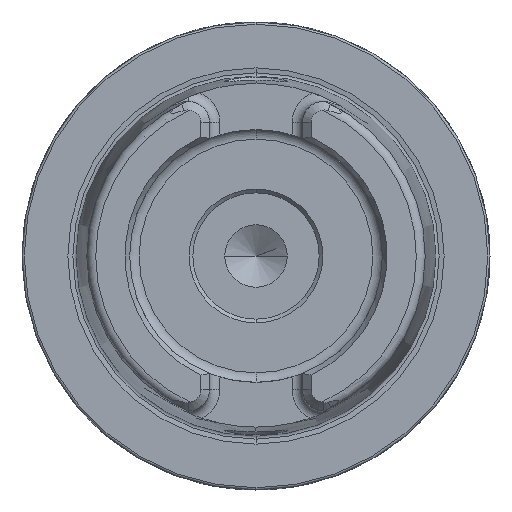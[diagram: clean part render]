
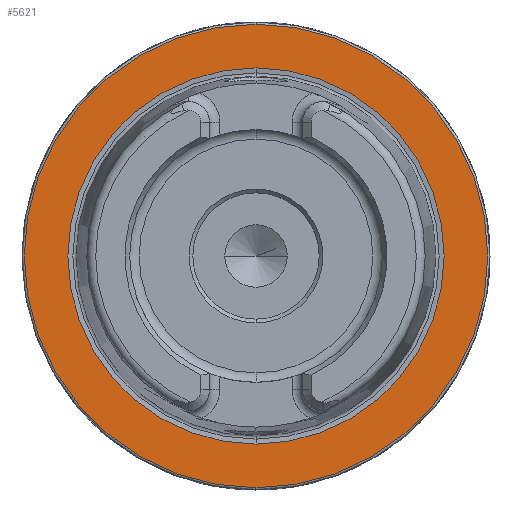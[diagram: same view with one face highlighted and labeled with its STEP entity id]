
A CAD part, left-side view. The second image highlights one B-rep face of the part: STEP entity #5621.
In plain terms, the highlighted planar face has unit normal (-1, 0, 0).
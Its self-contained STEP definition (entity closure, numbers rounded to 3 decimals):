
#56 = AXIS2_PLACEMENT_3D ( 'NONE', #10226, #4425, #11166 ) ;
#1017 = CIRCLE ( 'NONE', #4274, 25.324 ) ;
#1425 = CARTESIAN_POINT ( 'NONE',  ( 0., 0., -25.324 ) ) ;
#1862 = CARTESIAN_POINT ( 'NONE',  ( 0., 0., 0. ) ) ;
#2045 = VERTEX_POINT ( 'NONE', #1425 ) ;
#2190 = FACE_OUTER_BOUND ( 'NONE', #10428, .T. ) ;
#2990 = CARTESIAN_POINT ( 'NONE',  ( 0., 0., 0. ) ) ;
#3204 = VERTEX_POINT ( 'NONE', #8793 ) ;
#3233 = ORIENTED_EDGE ( 'NONE', *, *, #10890, .T. ) ;
#3287 = AXIS2_PLACEMENT_3D ( 'NONE', #9051, #5012, #10053 ) ;
#3840 = VERTEX_POINT ( 'NONE', #10773 ) ;
#3853 = VERTEX_POINT ( 'NONE', #8869 ) ;
#4142 = EDGE_LOOP ( 'NONE', ( #9851, #8919 ) ) ;
#4274 = AXIS2_PLACEMENT_3D ( 'NONE', #2990, #10632, #7661 ) ;
#4425 = DIRECTION ( 'NONE',  ( -1., 0., 0. ) ) ;
#4648 = FACE_BOUND ( 'NONE', #4142, .T. ) ;
#4714 = AXIS2_PLACEMENT_3D ( 'NONE', #9326, #8259, #5351 ) ;
#5012 = DIRECTION ( 'NONE',  ( 1., 0., 0. ) ) ;
#5351 = DIRECTION ( 'NONE',  ( 0., 0., 1. ) ) ;
#5621 = ADVANCED_FACE ( 'NONE', ( #4648, #2190 ), #11034, .F. ) ;
#5827 = DIRECTION ( 'NONE',  ( 0., 0., 1. ) ) ;
#6717 = EDGE_CURVE ( 'NONE', #3853, #3204, #11982, .T. ) ;
#7306 = CIRCLE ( 'NONE', #56, 31.2 ) ;
#7661 = DIRECTION ( 'NONE',  ( 0., 0., 1. ) ) ;
#8259 = DIRECTION ( 'NONE',  ( -1., 0., 0. ) ) ;
#8793 = CARTESIAN_POINT ( 'NONE',  ( 0., 0., 31.2 ) ) ;
#8869 = CARTESIAN_POINT ( 'NONE',  ( 0., 0., -31.2 ) ) ;
#8919 = ORIENTED_EDGE ( 'NONE', *, *, #10193, .F. ) ;
#9051 = CARTESIAN_POINT ( 'NONE',  ( 0., 31.2, 0. ) ) ;
#9169 = CIRCLE ( 'NONE', #12113, 25.324 ) ;
#9326 = CARTESIAN_POINT ( 'NONE',  ( 0., 0., 0. ) ) ;
#9851 = ORIENTED_EDGE ( 'NONE', *, *, #12559, .F. ) ;
#10053 = DIRECTION ( 'NONE',  ( 0., 0., -1. ) ) ;
#10193 = EDGE_CURVE ( 'NONE', #2045, #3840, #9169, .T. ) ;
#10226 = CARTESIAN_POINT ( 'NONE',  ( 0., 0., 0. ) ) ;
#10428 = EDGE_LOOP ( 'NONE', ( #3233, #12441 ) ) ;
#10632 = DIRECTION ( 'NONE',  ( -1., 0., 0. ) ) ;
#10773 = CARTESIAN_POINT ( 'NONE',  ( 0., 0., 25.324 ) ) ;
#10890 = EDGE_CURVE ( 'NONE', #3204, #3853, #7306, .T. ) ;
#11034 = PLANE ( 'NONE',  #3287 ) ;
#11166 = DIRECTION ( 'NONE',  ( 0., 0., 1. ) ) ;
#11684 = DIRECTION ( 'NONE',  ( -1., 0., 0. ) ) ;
#11982 = CIRCLE ( 'NONE', #4714, 31.2 ) ;
#12113 = AXIS2_PLACEMENT_3D ( 'NONE', #1862, #11684, #5827 ) ;
#12441 = ORIENTED_EDGE ( 'NONE', *, *, #6717, .T. ) ;
#12559 = EDGE_CURVE ( 'NONE', #3840, #2045, #1017, .T. ) ;
